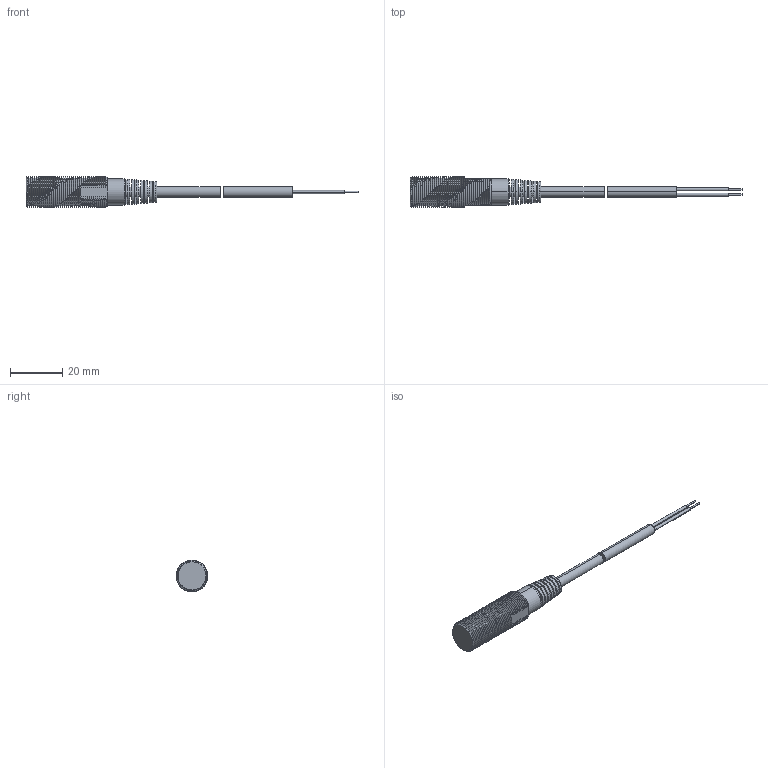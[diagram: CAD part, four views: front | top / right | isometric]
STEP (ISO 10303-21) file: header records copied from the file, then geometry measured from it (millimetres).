
FILE_DESCRIPTION((''),'2;1');
FILE_NAME('OCN1-1204X-X2SX','2017-02-24T',('Administrator'),(''),'PRO/ENGINEER BY PARAMETRIC TECHNOLOGY CORPORATION, 2007170','PRO/ENGINEER BY PARAMETRIC TECHNOLOGY CORPORATION, 2007170','');
FILE_SCHEMA(('CONFIG_CONTROL_DESIGN'));
Length unit declared in the file: millimetre
Products named in the file (1): OCN1-1204X-X2SX
Bounding box: 127 x 12 x 12 mm (x, y, z)
Volume: 4845.1 mm3; surface area: 4218.8 mm2
Topology: 2 solids, 2 shells, 269 faces, 722 edges, 476 vertices
Faces by surface type: cylinder 104, bspline 71, plane 57, cone 35, torus 2
Entity records: 21192 total; most frequent: CARTESIAN_POINT 15160, ORIENTED_EDGE 1444, DIRECTION 915, EDGE_CURVE 722, VERTEX_POINT 476, B_SPLINE_CURVE_WITH_KNOTS 329, AXIS2_PLACEMENT_3D 324, EDGE_LOOP 288
